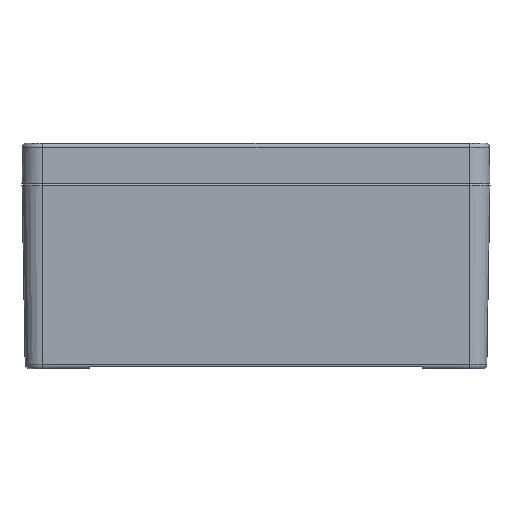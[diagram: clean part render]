
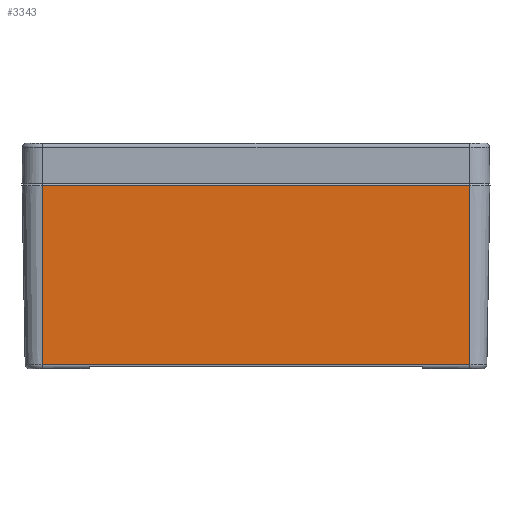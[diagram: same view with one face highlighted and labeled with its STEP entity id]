
A CAD part, left-side view. The second image highlights one B-rep face of the part: STEP entity #3343.
In plain terms, the highlighted planar face has unit normal (-1, 0, -0.018).
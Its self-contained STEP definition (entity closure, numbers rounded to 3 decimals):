
#3330=AXIS2_PLACEMENT_3D('Plane Axis2P3D',#3327,#3328,#3329) ;
#1259=CARTESIAN_POINT('Vertex',(0.,10.,90.)) ;
#1262=CARTESIAN_POINT('Line Origine',(0.785,10.,45.)) ;
#1266=CARTESIAN_POINT('Vertex',(1.537,10.,1.965)) ;
#1326=CARTESIAN_POINT('Line Origine',(0.785,220.,45.)) ;
#1330=CARTESIAN_POINT('Vertex',(0.,220.,90.)) ;
#1332=CARTESIAN_POINT('Vertex',(1.537,220.,1.965)) ;
#1701=CARTESIAN_POINT('Line Origine',(1.537,115.,1.965)) ;
#3327=CARTESIAN_POINT('Axis2P3D Location',(0.,115.,90.)) ;
#3332=CARTESIAN_POINT('Line Origine',(0.,115.,90.)) ;
#1263=DIRECTION('Vector Direction',(-0.017,0.,1.)) ;
#1327=DIRECTION('Vector Direction',(-0.017,0.,1.)) ;
#1702=DIRECTION('Vector Direction',(0.,-1.,0.)) ;
#3328=DIRECTION('Axis2P3D Direction',(1.,0.,0.017)) ;
#3329=DIRECTION('Axis2P3D XDirection',(0.,1.,0.)) ;
#3333=DIRECTION('Vector Direction',(0.,1.,0.)) ;
#1264=VECTOR('Line Direction',#1263,1.) ;
#1328=VECTOR('Line Direction',#1327,1.) ;
#1703=VECTOR('Line Direction',#1702,1.) ;
#3334=VECTOR('Line Direction',#3333,1.) ;
#3338=ORIENTED_EDGE('',*,*,#1705,.F.) ;
#3339=ORIENTED_EDGE('',*,*,#1268,.F.) ;
#3340=ORIENTED_EDGE('',*,*,#3336,.T.) ;
#3341=ORIENTED_EDGE('',*,*,#1334,.T.) ;
#3343=ADVANCED_FACE('Body',(#3342),#3331,.F.) ;
#1268=EDGE_CURVE('',#1260,#1267,#1265,.F.) ;
#1334=EDGE_CURVE('',#1331,#1333,#1329,.F.) ;
#1705=EDGE_CURVE('',#1267,#1333,#1704,.F.) ;
#3336=EDGE_CURVE('',#1260,#1331,#3335,.T.) ;
#3337=EDGE_LOOP('',(#3338,#3339,#3340,#3341)) ;
#3342=FACE_OUTER_BOUND('',#3337,.T.) ;
#1265=LINE('Line',#1262,#1264) ;
#1329=LINE('Line',#1326,#1328) ;
#1704=LINE('Line',#1701,#1703) ;
#3335=LINE('Line',#3332,#3334) ;
#3331=PLANE('',#3330) ;
#1260=VERTEX_POINT('',#1259) ;
#1267=VERTEX_POINT('',#1266) ;
#1331=VERTEX_POINT('',#1330) ;
#1333=VERTEX_POINT('',#1332) ;
